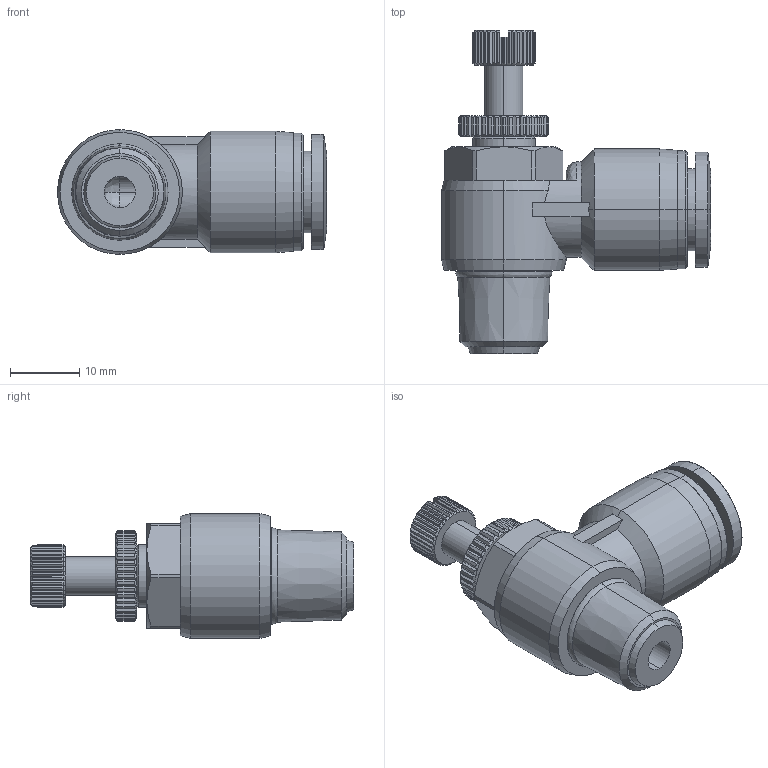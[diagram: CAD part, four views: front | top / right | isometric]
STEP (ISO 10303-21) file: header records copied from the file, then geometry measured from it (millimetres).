
FILE_DESCRIPTION (( 'STEP AP214' ), '1' );
FILE_NAME ('FVS10M-14R.step', '2016-02-24T20:37:04', ( '' ), ( '' ), 'SwSTEP 2.0', 'SolidWorks 2015', '' );
FILE_SCHEMA (( 'AUTOMOTIVE_DESIGN' ));
Length unit declared in the file: inch
Products named in the file (1): FVS10M-14R
Bounding box: 38.8 x 46.6 x 18 mm (x, y, z)
Volume: 9117.8 mm3; surface area: 5138 mm2
Topology: 1 solids, 1 shells, 422 faces, 1031 edges, 621 vertices
Faces by surface type: plane 188, cone 113, cylinder 110, bspline 9, torus 2
Entity records: 18253 total; most frequent: CARTESIAN_POINT 3308, ORIENTED_EDGE 2058, DIRECTION 1873, EDGE_CURVE 1029, AXIS2_PLACEMENT_3D 772, VERTEX_POINT 621, EDGE_LOOP 436, UNCERTAINTY_MEASURE_WITH_UNIT 425
